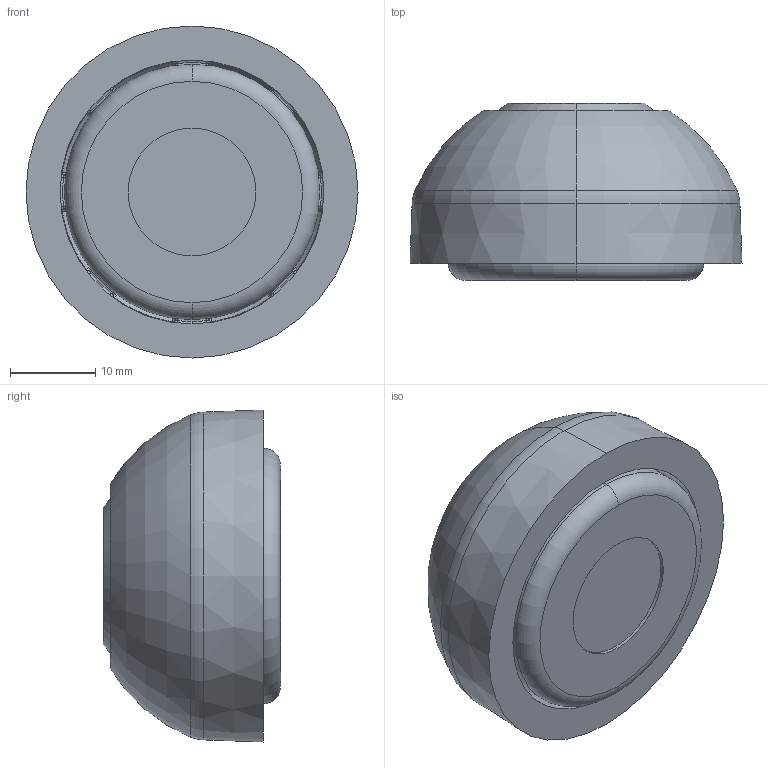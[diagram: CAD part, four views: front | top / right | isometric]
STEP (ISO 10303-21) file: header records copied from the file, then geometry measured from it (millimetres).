
FILE_DESCRIPTION (( 'STEP AP203' ), '1' );
FILE_NAME ('151071.step', '2021-06-03T16:14:36', ( '' ), ( '' ), 'SwSTEP 2.0', 'SolidWorks 2021', '' );
FILE_SCHEMA (( 'CONFIG_CONTROL_DESIGN' ));
Length unit declared in the file: millimetre
Products named in the file (1): 151071
Bounding box: 39 x 20.8 x 39 mm (x, y, z)
Volume: 16101.6 mm3; surface area: 8726.3 mm2
Topology: 3 solids, 3 shells, 339 faces, 794 edges, 428 vertices
Faces by surface type: cylinder 72, torus 68, sphere 64, bspline 64, plane 43, cone 28
Entity records: 10695 total; most frequent: CARTESIAN_POINT 3428, DIRECTION 1564, ORIENTED_EDGE 1512, EDGE_CURVE 756, AXIS2_PLACEMENT_3D 708, CIRCLE 432, VERTEX_POINT 428, EDGE_LOOP 348
